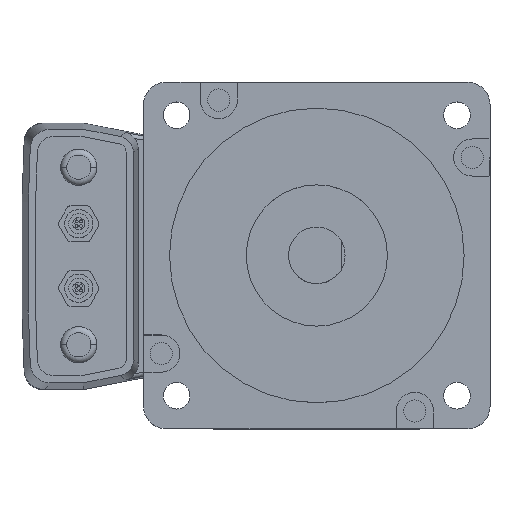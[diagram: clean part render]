
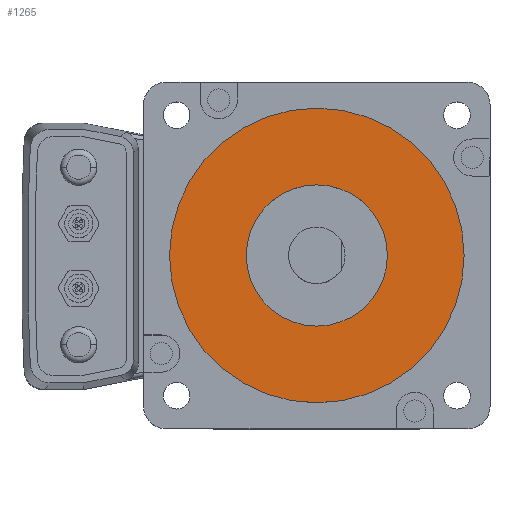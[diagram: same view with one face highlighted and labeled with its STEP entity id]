
A CAD part, top view. The second image highlights one B-rep face of the part: STEP entity #1265.
In plain terms, the highlighted planar face has unit normal (0, 0, 1).
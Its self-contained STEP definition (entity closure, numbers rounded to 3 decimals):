
#244 = EDGE_LOOP ( 'NONE', ( #21351, #22988 ) ) ;
#1265 = ADVANCED_FACE ( 'NONE', ( #22155, #14053 ), #23382, .T. ) ;
#2102 = CIRCLE ( 'NONE', #20027, 17.5 ) ;
#3293 = EDGE_CURVE ( 'NONE', #18984, #16385, #9535, .T. ) ;
#3750 = DIRECTION ( 'NONE',  ( 1., 0., 0. ) ) ;
#4190 = DIRECTION ( 'NONE',  ( 0., 0., 1. ) ) ;
#4204 = EDGE_CURVE ( 'NONE', #19053, #20430, #16749, .T. ) ;
#4553 = AXIS2_PLACEMENT_3D ( 'NONE', #22923, #10612, #12041 ) ;
#5300 = DIRECTION ( 'NONE',  ( 0., 0., 1. ) ) ;
#5537 = CARTESIAN_POINT ( 'NONE',  ( 0., 0., 2. ) ) ;
#5969 = ORIENTED_EDGE ( 'NONE', *, *, #12800, .T. ) ;
#6016 = EDGE_CURVE ( 'NONE', #16385, #18984, #2102, .T. ) ;
#6497 = AXIS2_PLACEMENT_3D ( 'NONE', #16651, #10602, #3750 ) ;
#7333 = CIRCLE ( 'NONE', #22610, 36.513 ) ;
#7336 = DIRECTION ( 'NONE',  ( 1., 0., 0. ) ) ;
#7350 = CARTESIAN_POINT ( 'NONE',  ( -17.5, 0., 2. ) ) ;
#9535 = CIRCLE ( 'NONE', #4553, 17.5 ) ;
#9871 = CARTESIAN_POINT ( 'NONE',  ( 17.5, 0., 2. ) ) ;
#9923 = CARTESIAN_POINT ( 'NONE',  ( 36.513, 0., 2. ) ) ;
#10602 = DIRECTION ( 'NONE',  ( 0., 0., 1. ) ) ;
#10612 = DIRECTION ( 'NONE',  ( 0., 0., 1. ) ) ;
#11134 = DIRECTION ( 'NONE',  ( 1., 0., 0. ) ) ;
#11368 = CARTESIAN_POINT ( 'NONE',  ( 0., 0., 2. ) ) ;
#12041 = DIRECTION ( 'NONE',  ( 1., 0., 0. ) ) ;
#12165 = AXIS2_PLACEMENT_3D ( 'NONE', #11368, #4190, #11134 ) ;
#12346 = DIRECTION ( 'NONE',  ( 1., 0., 0. ) ) ;
#12800 = EDGE_CURVE ( 'NONE', #20430, #19053, #7333, .T. ) ;
#13340 = CARTESIAN_POINT ( 'NONE',  ( -36.512, 0., 2. ) ) ;
#13908 = CARTESIAN_POINT ( 'NONE',  ( 0., 0., 2. ) ) ;
#14053 = FACE_BOUND ( 'NONE', #244, .T. ) ;
#16385 = VERTEX_POINT ( 'NONE', #7350 ) ;
#16651 = CARTESIAN_POINT ( 'NONE',  ( 0., 0., 2. ) ) ;
#16749 = CIRCLE ( 'NONE', #12165, 36.513 ) ;
#17481 = ORIENTED_EDGE ( 'NONE', *, *, #4204, .T. ) ;
#18984 = VERTEX_POINT ( 'NONE', #9871 ) ;
#19053 = VERTEX_POINT ( 'NONE', #13340 ) ;
#20027 = AXIS2_PLACEMENT_3D ( 'NONE', #5537, #22033, #7336 ) ;
#20430 = VERTEX_POINT ( 'NONE', #9923 ) ;
#21351 = ORIENTED_EDGE ( 'NONE', *, *, #6016, .F. ) ;
#22033 = DIRECTION ( 'NONE',  ( 0., 0., 1. ) ) ;
#22077 = EDGE_LOOP ( 'NONE', ( #17481, #5969 ) ) ;
#22155 = FACE_OUTER_BOUND ( 'NONE', #22077, .T. ) ;
#22610 = AXIS2_PLACEMENT_3D ( 'NONE', #13908, #5300, #12346 ) ;
#22923 = CARTESIAN_POINT ( 'NONE',  ( 0., 0., 2. ) ) ;
#22988 = ORIENTED_EDGE ( 'NONE', *, *, #3293, .F. ) ;
#23382 = PLANE ( 'NONE',  #6497 ) ;
